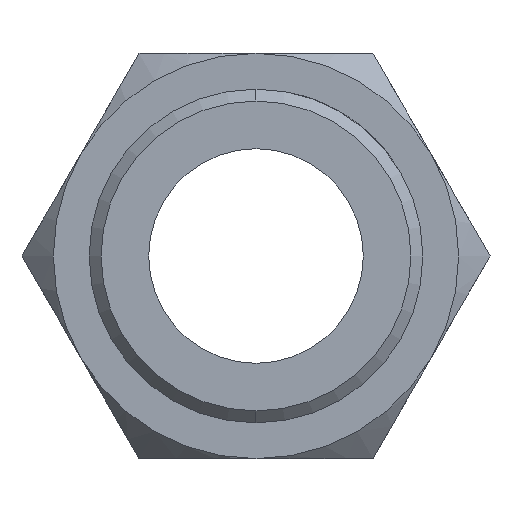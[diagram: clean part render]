
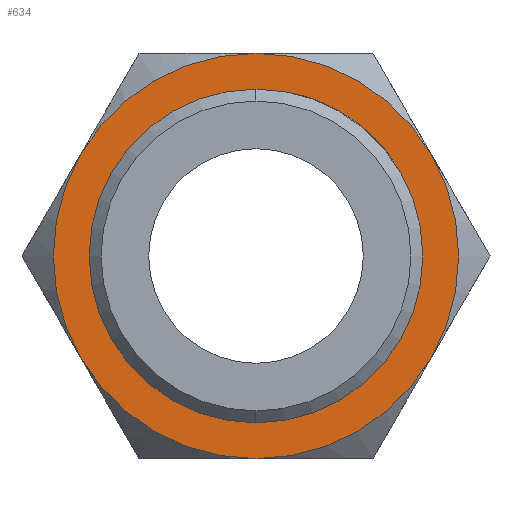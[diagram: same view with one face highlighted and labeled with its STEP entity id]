
A CAD part, left-side view. The second image highlights one B-rep face of the part: STEP entity #634.
In plain terms, the highlighted planar face has unit normal (-1, 0, 0).
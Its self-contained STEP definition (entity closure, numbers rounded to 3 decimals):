
#32 = DIRECTION ( 'NONE',  ( 0., 0., -1. ) ) ;
#43 = PLANE ( 'NONE',  #2744 ) ;
#126 = DIRECTION ( 'NONE',  ( 0., 0., -1. ) ) ;
#218 = ORIENTED_EDGE ( 'NONE', *, *, #1682, .F. ) ;
#420 = CARTESIAN_POINT ( 'NONE',  ( 16.5, 0., 0. ) ) ;
#577 = AXIS2_PLACEMENT_3D ( 'NONE', #2955, #2566, #4600 ) ;
#634 = ADVANCED_FACE ( 'NONE', ( #4152, #4205 ), #43, .F. ) ;
#659 = CIRCLE ( 'NONE', #1624, 8.5 ) ;
#679 = DIRECTION ( 'NONE',  ( 0., 0., 1. ) ) ;
#696 = EDGE_CURVE ( 'NONE', #1302, #1233, #3427, .T. ) ;
#743 = CIRCLE ( 'NONE', #2934, 8.5 ) ;
#785 = VERTEX_POINT ( 'NONE', #2188 ) ;
#864 = EDGE_LOOP ( 'NONE', ( #5040, #1388 ) ) ;
#977 = ORIENTED_EDGE ( 'NONE', *, *, #2520, .F. ) ;
#1200 = CARTESIAN_POINT ( 'NONE',  ( 16.5, 0., 0. ) ) ;
#1212 = CARTESIAN_POINT ( 'NONE',  ( 16.5, 0., 0. ) ) ;
#1233 = VERTEX_POINT ( 'NONE', #3504 ) ;
#1281 = CARTESIAN_POINT ( 'NONE',  ( 16.5, 0., 0. ) ) ;
#1302 = VERTEX_POINT ( 'NONE', #4453 ) ;
#1349 = DIRECTION ( 'NONE',  ( 0., 0., -1. ) ) ;
#1350 = CARTESIAN_POINT ( 'NONE',  ( 16.5, 0., 0. ) ) ;
#1388 = ORIENTED_EDGE ( 'NONE', *, *, #696, .F. ) ;
#1512 = AXIS2_PLACEMENT_3D ( 'NONE', #1200, #1612, #4471 ) ;
#1536 = ORIENTED_EDGE ( 'NONE', *, *, #1748, .T. ) ;
#1612 = DIRECTION ( 'NONE',  ( -1., 0., 0. ) ) ;
#1624 = AXIS2_PLACEMENT_3D ( 'NONE', #1212, #5075, #1349 ) ;
#1682 = EDGE_CURVE ( 'NONE', #785, #2683, #2129, .T. ) ;
#1692 = AXIS2_PLACEMENT_3D ( 'NONE', #1350, #3026, #126 ) ;
#1703 = DIRECTION ( 'NONE',  ( -1., 0., 0. ) ) ;
#1748 = EDGE_CURVE ( 'NONE', #4962, #2683, #4299, .T. ) ;
#1861 = CARTESIAN_POINT ( 'NONE',  ( 16.5, 0., 0. ) ) ;
#1880 = CIRCLE ( 'NONE', #4305, 8.5 ) ;
#1886 = CARTESIAN_POINT ( 'NONE',  ( 16.5, -7.361, 4.25 ) ) ;
#2129 = CIRCLE ( 'NONE', #1692, 8.5 ) ;
#2188 = CARTESIAN_POINT ( 'NONE',  ( 16.5, 7.361, -4.25 ) ) ;
#2227 = AXIS2_PLACEMENT_3D ( 'NONE', #5201, #5254, #679 ) ;
#2313 = EDGE_CURVE ( 'NONE', #1233, #1302, #4914, .T. ) ;
#2462 = ORIENTED_EDGE ( 'NONE', *, *, #5158, .F. ) ;
#2520 = EDGE_CURVE ( 'NONE', #4962, #2772, #1880, .T. ) ;
#2550 = DIRECTION ( 'NONE',  ( 0., 0., 1. ) ) ;
#2553 = DIRECTION ( 'NONE',  ( 1., 0., 0. ) ) ;
#2566 = DIRECTION ( 'NONE',  ( 1., 0., 0. ) ) ;
#2683 = VERTEX_POINT ( 'NONE', #4533 ) ;
#2708 = DIRECTION ( 'NONE',  ( 1., 0., 0. ) ) ;
#2744 = AXIS2_PLACEMENT_3D ( 'NONE', #420, #2553, #5047 ) ;
#2772 = VERTEX_POINT ( 'NONE', #1886 ) ;
#2880 = CARTESIAN_POINT ( 'NONE',  ( 16.5, 0., 0. ) ) ;
#2934 = AXIS2_PLACEMENT_3D ( 'NONE', #1281, #4626, #32 ) ;
#2955 = CARTESIAN_POINT ( 'NONE',  ( 16.5, 0., 0. ) ) ;
#3026 = DIRECTION ( 'NONE',  ( 1., 0., 0. ) ) ;
#3027 = ORIENTED_EDGE ( 'NONE', *, *, #4595, .F. ) ;
#3427 = CIRCLE ( 'NONE', #1512, 7. ) ;
#3504 = CARTESIAN_POINT ( 'NONE',  ( 16.5, 0., 7. ) ) ;
#4019 = EDGE_LOOP ( 'NONE', ( #4847, #3027, #2462, #977, #1536, #218 ) ) ;
#4152 = FACE_BOUND ( 'NONE', #864, .T. ) ;
#4205 = FACE_OUTER_BOUND ( 'NONE', #4019, .T. ) ;
#4247 = DIRECTION ( 'NONE',  ( 0., 0., -1. ) ) ;
#4299 = CIRCLE ( 'NONE', #5081, 8.5 ) ;
#4305 = AXIS2_PLACEMENT_3D ( 'NONE', #1861, #2708, #4247 ) ;
#4453 = CARTESIAN_POINT ( 'NONE',  ( 16.5, 0., -7. ) ) ;
#4471 = DIRECTION ( 'NONE',  ( 0., 0., 1. ) ) ;
#4533 = CARTESIAN_POINT ( 'NONE',  ( 16.5, 7.361, 4.25 ) ) ;
#4535 = CARTESIAN_POINT ( 'NONE',  ( 16.5, 0., -8.5 ) ) ;
#4566 = EDGE_CURVE ( 'NONE', #5108, #785, #743, .T. ) ;
#4595 = EDGE_CURVE ( 'NONE', #4937, #5108, #5179, .T. ) ;
#4600 = DIRECTION ( 'NONE',  ( 0., 0., -1. ) ) ;
#4626 = DIRECTION ( 'NONE',  ( 1., 0., 0. ) ) ;
#4847 = ORIENTED_EDGE ( 'NONE', *, *, #4566, .F. ) ;
#4914 = CIRCLE ( 'NONE', #2227, 7. ) ;
#4929 = CARTESIAN_POINT ( 'NONE',  ( 16.5, 0., 8.5 ) ) ;
#4937 = VERTEX_POINT ( 'NONE', #5332 ) ;
#4962 = VERTEX_POINT ( 'NONE', #4929 ) ;
#5040 = ORIENTED_EDGE ( 'NONE', *, *, #2313, .F. ) ;
#5047 = DIRECTION ( 'NONE',  ( 0., 0., -1. ) ) ;
#5075 = DIRECTION ( 'NONE',  ( 1., 0., 0. ) ) ;
#5081 = AXIS2_PLACEMENT_3D ( 'NONE', #2880, #1703, #2550 ) ;
#5108 = VERTEX_POINT ( 'NONE', #4535 ) ;
#5158 = EDGE_CURVE ( 'NONE', #2772, #4937, #659, .T. ) ;
#5179 = CIRCLE ( 'NONE', #577, 8.5 ) ;
#5201 = CARTESIAN_POINT ( 'NONE',  ( 16.5, 0., 0. ) ) ;
#5254 = DIRECTION ( 'NONE',  ( -1., 0., 0. ) ) ;
#5332 = CARTESIAN_POINT ( 'NONE',  ( 16.5, -7.361, -4.25 ) ) ;
